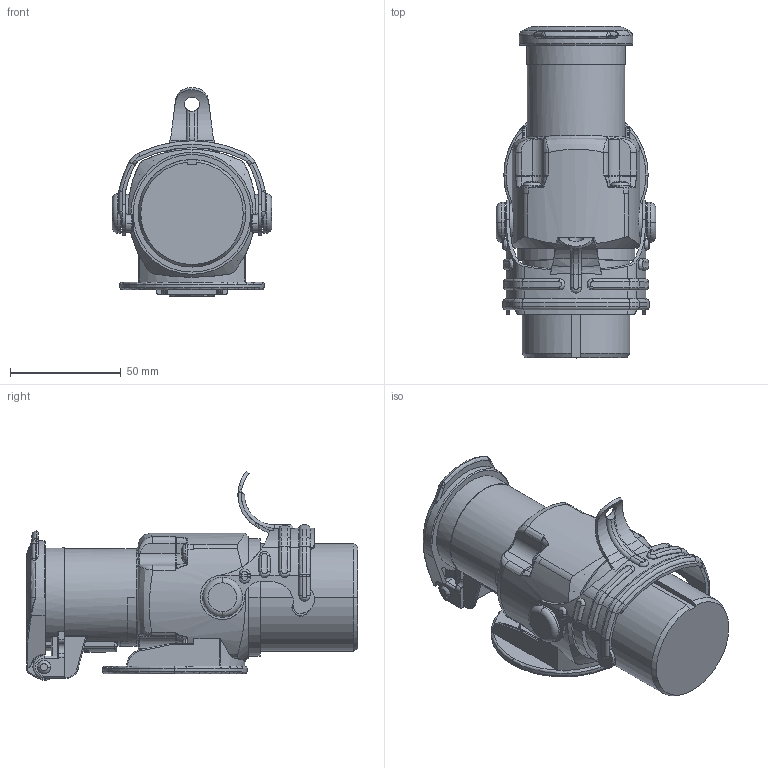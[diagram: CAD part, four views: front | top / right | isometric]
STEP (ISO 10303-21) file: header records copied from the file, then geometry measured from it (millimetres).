
FILE_DESCRIPTION((''),'2;1');
FILE_NAME('311207_SCHRUMPF-2','2014-06-11T',('tema'),(''),'PRO/ENGINEER BY PARAMETRIC TECHNOLOGY CORPORATION, 2012480','PRO/ENGINEER BY PARAMETRIC TECHNOLOGY CORPORATION, 2012480','');
FILE_SCHEMA(('CONFIG_CONTROL_DESIGN'));
Products named in the file (1): 311207_SCHRUMPF-2
Bounding box: 71.8 x 149.6 x 94.2 mm (x, y, z)
Volume: 205830.2 mm3; surface area: 93502.2 mm2
Topology: 1 solids, 3 shells, 2521 faces, 6831 edges, 4377 vertices
Faces by surface type: plane 1468, cylinder 533, torus 201, bspline 152, extrusion 110, cone 39, sphere 18
Entity records: 94535 total; most frequent: CARTESIAN_POINT 33253, ORIENTED_EDGE 13636, DIRECTION 11630, EDGE_CURVE 6818, VERTEX_POINT 4377, AXIS2_PLACEMENT_3D 4019, VECTOR 3592, LINE 3482
